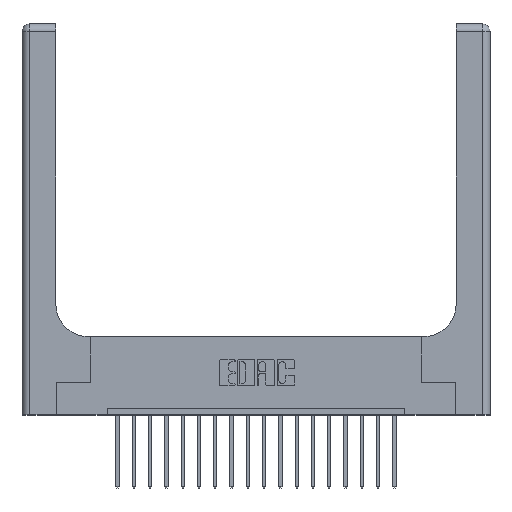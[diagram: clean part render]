
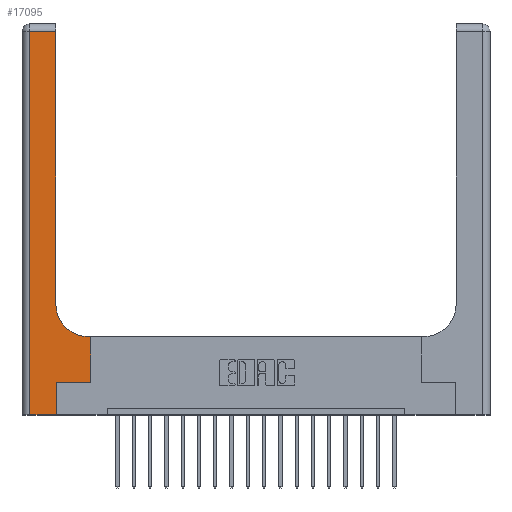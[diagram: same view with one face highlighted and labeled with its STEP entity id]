
A CAD part, top view. The second image highlights one B-rep face of the part: STEP entity #17095.
In plain terms, the highlighted planar face has unit normal (0, 0, 1).
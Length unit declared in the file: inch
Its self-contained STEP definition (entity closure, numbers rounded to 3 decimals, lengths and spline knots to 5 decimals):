
#172 = VECTOR ( 'NONE', #7528, 39.37008 ) ;
#605 = LINE ( 'NONE', #8224, #9994 ) ;
#781 = CARTESIAN_POINT ( 'NONE',  ( 0.528, 0.6, 0.37 ) ) ;
#1090 = EDGE_CURVE ( 'NONE', #18130, #11116, #2350, .T. ) ;
#1400 = VECTOR ( 'NONE', #16847, 39.37008 ) ;
#1603 = EDGE_CURVE ( 'NONE', #5219, #18130, #8068, .T. ) ;
#1742 = DIRECTION ( 'NONE',  ( 1., 0., 0. ) ) ;
#1826 = LINE ( 'NONE', #4571, #6531 ) ;
#1835 = CARTESIAN_POINT ( 'NONE',  ( 0.51, 0.6, 0.37 ) ) ;
#1926 = DIRECTION ( 'NONE',  ( 0., 0., -1. ) ) ;
#2270 = EDGE_CURVE ( 'NONE', #12635, #18396, #605, .T. ) ;
#2350 = CIRCLE ( 'NONE', #3976, 0.25 ) ;
#2572 = CARTESIAN_POINT ( 'NONE',  ( 0.06, 2.94, 0.37 ) ) ;
#2575 = CARTESIAN_POINT ( 'NONE',  ( 0.26, 0.6, 0.37 ) ) ;
#2926 = DIRECTION ( 'NONE',  ( -1., 0., 0. ) ) ;
#3066 = VECTOR ( 'NONE', #1742, 39.37008 ) ;
#3150 = CARTESIAN_POINT ( 'NONE',  ( 0.528, 0.25, 0.37 ) ) ;
#3282 = CARTESIAN_POINT ( 'NONE',  ( 0., 2.94, 0.37 ) ) ;
#3350 = DIRECTION ( 'NONE',  ( 1., 0., 0. ) ) ;
#3682 = ORIENTED_EDGE ( 'NONE', *, *, #16502, .T. ) ;
#3976 = AXIS2_PLACEMENT_3D ( 'NONE', #17439, #1926, #9645 ) ;
#4470 = LINE ( 'NONE', #3150, #172 ) ;
#4571 = CARTESIAN_POINT ( 'NONE',  ( 0., 0., 0.37 ) ) ;
#4885 = DIRECTION ( 'NONE',  ( 0., 1., 0. ) ) ;
#4952 = AXIS2_PLACEMENT_3D ( 'NONE', #13700, #7399, #2926 ) ;
#5219 = VERTEX_POINT ( 'NONE', #781 ) ;
#5773 = CARTESIAN_POINT ( 'NONE',  ( 0.265, 0.25, 0.37 ) ) ;
#5779 = EDGE_CURVE ( 'NONE', #12813, #5219, #4470, .T. ) ;
#6213 = ORIENTED_EDGE ( 'NONE', *, *, #5779, .T. ) ;
#6307 = VERTEX_POINT ( 'NONE', #15009 ) ;
#6531 = VECTOR ( 'NONE', #3350, 39.37008 ) ;
#6897 = ORIENTED_EDGE ( 'NONE', *, *, #9786, .T. ) ;
#7399 = DIRECTION ( 'NONE',  ( 0., 0., -1. ) ) ;
#7528 = DIRECTION ( 'NONE',  ( 0., 1., 0. ) ) ;
#7655 = DIRECTION ( 'NONE',  ( 0., 1., 0. ) ) ;
#8068 = LINE ( 'NONE', #2575, #8970 ) ;
#8224 = CARTESIAN_POINT ( 'NONE',  ( 0.265, 0., 0.37 ) ) ;
#8676 = VECTOR ( 'NONE', #7655, 39.37008 ) ;
#8970 = VECTOR ( 'NONE', #14967, 39.37008 ) ;
#9549 = CARTESIAN_POINT ( 'NONE',  ( 0.265, 0.25, 0.37 ) ) ;
#9645 = DIRECTION ( 'NONE',  ( 1., 0., 0. ) ) ;
#9786 = EDGE_CURVE ( 'NONE', #11116, #6307, #15567, .T. ) ;
#9846 = LINE ( 'NONE', #9549, #3066 ) ;
#9994 = VECTOR ( 'NONE', #4885, 39.37008 ) ;
#10055 = CARTESIAN_POINT ( 'NONE',  ( 0.528, 0.25, 0.37 ) ) ;
#10281 = CARTESIAN_POINT ( 'NONE',  ( 0.26, 0.85, 0.37 ) ) ;
#10474 = ORIENTED_EDGE ( 'NONE', *, *, #17844, .T. ) ;
#10753 = VECTOR ( 'NONE', #14428, 39.37008 ) ;
#10977 = ORIENTED_EDGE ( 'NONE', *, *, #1090, .T. ) ;
#11116 = VERTEX_POINT ( 'NONE', #10281 ) ;
#12635 = VERTEX_POINT ( 'NONE', #18475 ) ;
#12769 = ORIENTED_EDGE ( 'NONE', *, *, #14332, .T. ) ;
#12813 = VERTEX_POINT ( 'NONE', #10055 ) ;
#12904 = EDGE_LOOP ( 'NONE', ( #6897, #3682, #10474, #12769, #13656, #19661, #6213, #14368, #10977 ) ) ;
#13656 = ORIENTED_EDGE ( 'NONE', *, *, #2270, .T. ) ;
#13700 = CARTESIAN_POINT ( 'NONE',  ( 0., 3., 0.37 ) ) ;
#13739 = VERTEX_POINT ( 'NONE', #2572 ) ;
#13818 = LINE ( 'NONE', #16742, #1400 ) ;
#13944 = CARTESIAN_POINT ( 'NONE',  ( 0.26, 3., 0.37 ) ) ;
#14332 = EDGE_CURVE ( 'NONE', #16357, #12635, #1826, .T. ) ;
#14368 = ORIENTED_EDGE ( 'NONE', *, *, #1603, .T. ) ;
#14428 = DIRECTION ( 'NONE',  ( -1., 0., 0. ) ) ;
#14967 = DIRECTION ( 'NONE',  ( -1., 0., 0. ) ) ;
#15009 = CARTESIAN_POINT ( 'NONE',  ( 0.26, 2.94, 0.37 ) ) ;
#15405 = PLANE ( 'NONE',  #4952 ) ;
#15567 = LINE ( 'NONE', #13944, #8676 ) ;
#15964 = LINE ( 'NONE', #3282, #10753 ) ;
#16278 = CARTESIAN_POINT ( 'NONE',  ( 0.06, 0., 0.37 ) ) ;
#16357 = VERTEX_POINT ( 'NONE', #16278 ) ;
#16502 = EDGE_CURVE ( 'NONE', #6307, #13739, #15964, .T. ) ;
#16742 = CARTESIAN_POINT ( 'NONE',  ( 0.06, 3., 0.37 ) ) ;
#16847 = DIRECTION ( 'NONE',  ( 0., -1., 0. ) ) ;
#17095 = ADVANCED_FACE ( 'NONE', ( #19949 ), #15405, .F. ) ;
#17439 = CARTESIAN_POINT ( 'NONE',  ( 0.51, 0.85, 0.37 ) ) ;
#17844 = EDGE_CURVE ( 'NONE', #13739, #16357, #13818, .T. ) ;
#18123 = EDGE_CURVE ( 'NONE', #18396, #12813, #9846, .T. ) ;
#18130 = VERTEX_POINT ( 'NONE', #1835 ) ;
#18396 = VERTEX_POINT ( 'NONE', #5773 ) ;
#18475 = CARTESIAN_POINT ( 'NONE',  ( 0.265, 0., 0.37 ) ) ;
#19661 = ORIENTED_EDGE ( 'NONE', *, *, #18123, .T. ) ;
#19949 = FACE_OUTER_BOUND ( 'NONE', #12904, .T. ) ;
